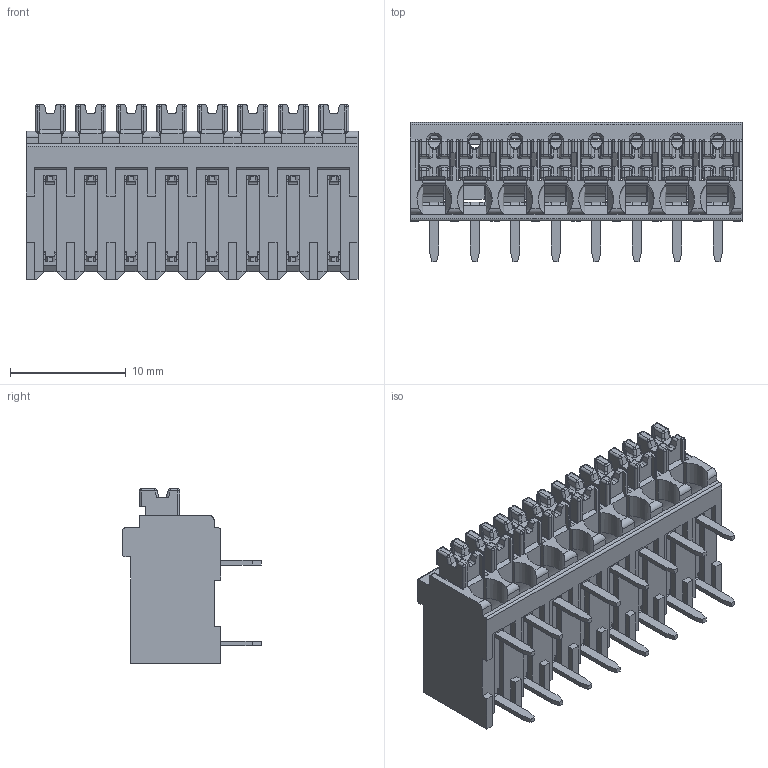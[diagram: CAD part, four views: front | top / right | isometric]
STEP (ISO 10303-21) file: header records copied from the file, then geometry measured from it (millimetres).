
FILE_DESCRIPTION(/* description */ ('Unknown'),/* implementation_level */ '2;1');
FILE_NAME(/* name */ '691410110008',/* time_stamp */ '2021-08-11T16:24:06+02:00',/* author */ ('Unknown'),/* organization */ ('Unknown'),/* preprocessor_version */ 'ST-DEVELOPER v16.7',/* originating_system */ 'Solid Edge',/* authorisation */ 'Unknown');
FILE_SCHEMA (('TECHNICAL_DATA_PACKAGING','AUTOMOTIVE_DESIGN {1 0 10303 214 3 1 1}'));
Length unit declared in the file: millimetre
Products named in the file (5): 6914101100xx; 691410100008; 6914101100xx_SolderPin; 6914101000xx_SpringClamp; 6914101000xx_Lever
Assembly tree (25 placements, depth 2):
  6914101100xx
    691410100008
    6914101100xx_SolderPin  x8
    6914101000xx_SpringClamp  x8
    6914101000xx_Lever  x8
Bounding box: 28.7 x 12 x 15.1 mm (x, y, z)
Volume: 1482.9 mm3; surface area: 5589.2 mm2
Topology: 25 solids, 25 shells, 2737 faces, 7475 edges, 4635 vertices
Faces by surface type: plane 1681, cylinder 767, sphere 129, bspline 112, torus 32, cone 16
Entity records: 30685 total; most frequent: CARTESIAN_POINT 5979, ORIENTED_EDGE 5298, DIRECTION 4862, EDGE_CURVE 2649, LINE 2212, VECTOR 2212, VERTEX_POINT 1681, AXIS2_PLACEMENT_3D 1325
